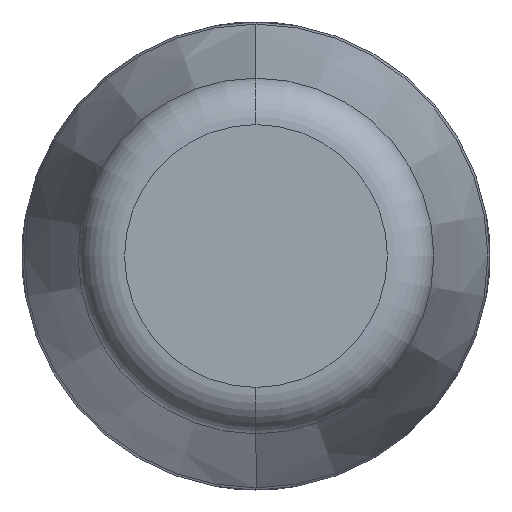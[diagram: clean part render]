
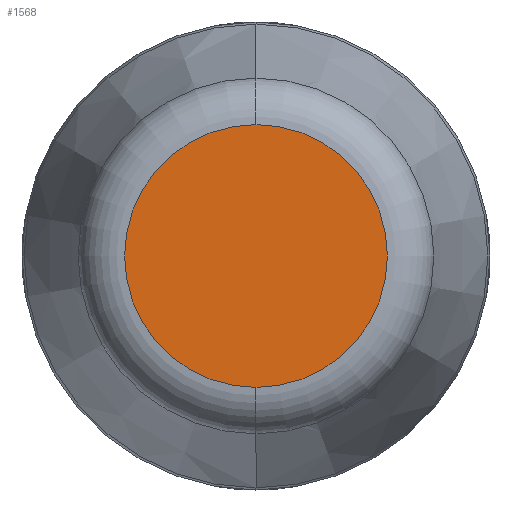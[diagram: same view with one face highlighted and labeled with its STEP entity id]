
A CAD part, left-side view. The second image highlights one B-rep face of the part: STEP entity #1568.
In plain terms, the highlighted planar face has unit normal (-1, 0, 0).
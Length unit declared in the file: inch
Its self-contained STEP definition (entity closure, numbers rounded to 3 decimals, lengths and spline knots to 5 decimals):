
#136 = CIRCLE ( 'NONE', #3399, 0.35375 ) ;
#235 = DIRECTION ( 'NONE',  ( 0., 0., 1. ) ) ;
#275 = CARTESIAN_POINT ( 'NONE',  ( -8.1102, 0., -0.35375 ) ) ;
#553 = CARTESIAN_POINT ( 'NONE',  ( -8.1102, 0., 0. ) ) ;
#1053 = EDGE_CURVE ( 'NONE', #1453, #4162, #2626, .T. ) ;
#1167 = DIRECTION ( 'NONE',  ( 0., 0., -1. ) ) ;
#1227 = FACE_OUTER_BOUND ( 'NONE', #1768, .T. ) ;
#1272 = AXIS2_PLACEMENT_3D ( 'NONE', #2694, #3030, #1167 ) ;
#1453 = VERTEX_POINT ( 'NONE', #3933 ) ;
#1550 = CARTESIAN_POINT ( 'NONE',  ( -8.1102, 0., 0. ) ) ;
#1568 = ADVANCED_FACE ( 'NONE', ( #1227 ), #2757, .F. ) ;
#1768 = EDGE_LOOP ( 'NONE', ( #2404, #2005 ) ) ;
#1791 = DIRECTION ( 'NONE',  ( 0., 0., 1. ) ) ;
#2005 = ORIENTED_EDGE ( 'NONE', *, *, #2360, .T. ) ;
#2116 = AXIS2_PLACEMENT_3D ( 'NONE', #1550, #4131, #235 ) ;
#2360 = EDGE_CURVE ( 'NONE', #4162, #1453, #136, .T. ) ;
#2404 = ORIENTED_EDGE ( 'NONE', *, *, #1053, .T. ) ;
#2626 = CIRCLE ( 'NONE', #2116, 0.35375 ) ;
#2694 = CARTESIAN_POINT ( 'NONE',  ( -8.1102, 0., -0.35375 ) ) ;
#2757 = PLANE ( 'NONE',  #1272 ) ;
#3030 = DIRECTION ( 'NONE',  ( 1., 0., 0. ) ) ;
#3399 = AXIS2_PLACEMENT_3D ( 'NONE', #553, #3754, #1791 ) ;
#3754 = DIRECTION ( 'NONE',  ( -1., 0., 0. ) ) ;
#3933 = CARTESIAN_POINT ( 'NONE',  ( -8.1102, 0., 0.35375 ) ) ;
#4131 = DIRECTION ( 'NONE',  ( -1., 0., 0. ) ) ;
#4162 = VERTEX_POINT ( 'NONE', #275 ) ;
